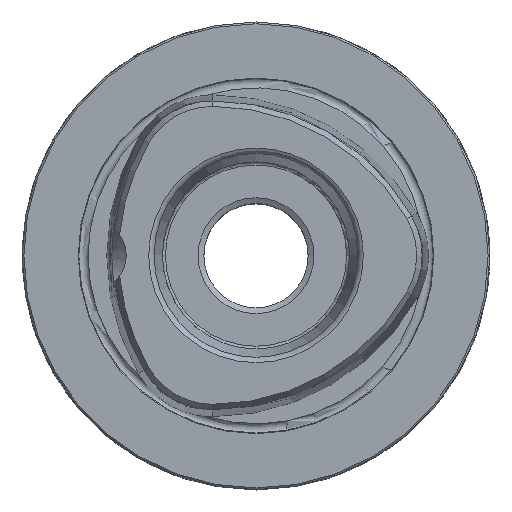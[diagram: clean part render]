
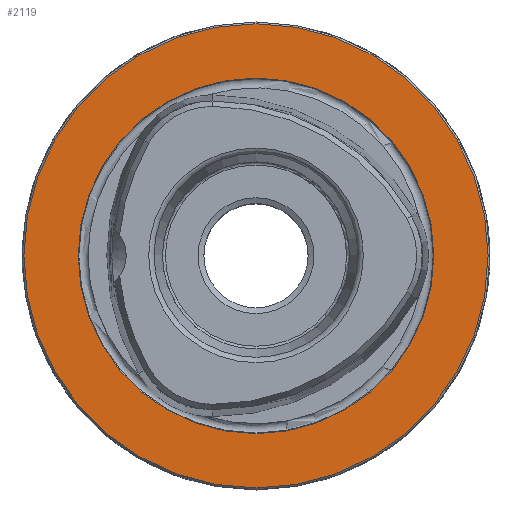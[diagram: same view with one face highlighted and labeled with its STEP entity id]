
A CAD part, top view. The second image highlights one B-rep face of the part: STEP entity #2119.
In plain terms, the highlighted planar face has unit normal (0, 0, 1).
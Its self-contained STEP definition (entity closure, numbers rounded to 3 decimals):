
#516=ORIENTED_EDGE('',*,*,#802,.T.);
#517=ORIENTED_EDGE('',*,*,#801,.F.);
#801=EDGE_CURVE('',#954,#954,#1043,.T.);
#802=EDGE_CURVE('',#955,#955,#1044,.T.);
#954=VERTEX_POINT('',#3373);
#955=VERTEX_POINT('',#3376);
#1043=CIRCLE('',#2306,30.414);
#1044=CIRCLE('',#2308,39.7);
#1135=EDGE_LOOP('',(#516));
#1136=EDGE_LOOP('',(#517));
#1277=FACE_BOUND('',#1135,.T.);
#1278=FACE_BOUND('',#1136,.T.);
#1348=PLANE('',#2307);
#2119=ADVANCED_FACE('',(#1277,#1278),#1348,.T.);
#2306=AXIS2_PLACEMENT_3D('',#3372,#2670,#2671);
#2307=AXIS2_PLACEMENT_3D('',#3374,#2672,#2673);
#2308=AXIS2_PLACEMENT_3D('',#3375,#2674,#2675);
#2670=DIRECTION('',(0.,0.,1.));
#2671=DIRECTION('',(1.,0.,0.));
#2672=DIRECTION('',(0.,0.,1.));
#2673=DIRECTION('',(1.,0.,0.));
#2674=DIRECTION('',(0.,0.,1.));
#2675=DIRECTION('',(1.,0.,0.));
#3372=CARTESIAN_POINT('',(0.,0.,0.));
#3373=CARTESIAN_POINT('',(30.414,0.,0.));
#3374=CARTESIAN_POINT('',(30.25,0.,0.));
#3375=CARTESIAN_POINT('',(0.,0.,0.));
#3376=CARTESIAN_POINT('',(39.7,0.,0.));
